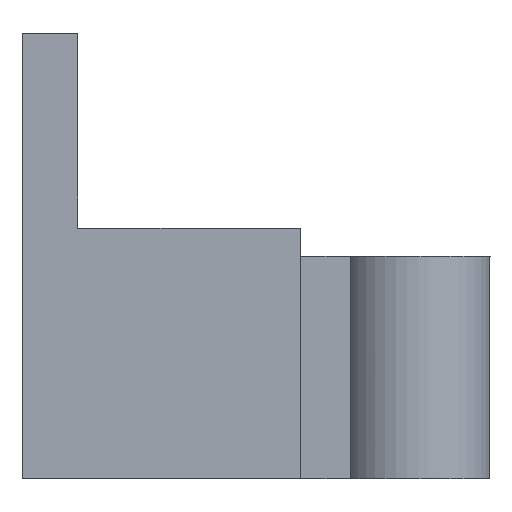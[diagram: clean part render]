
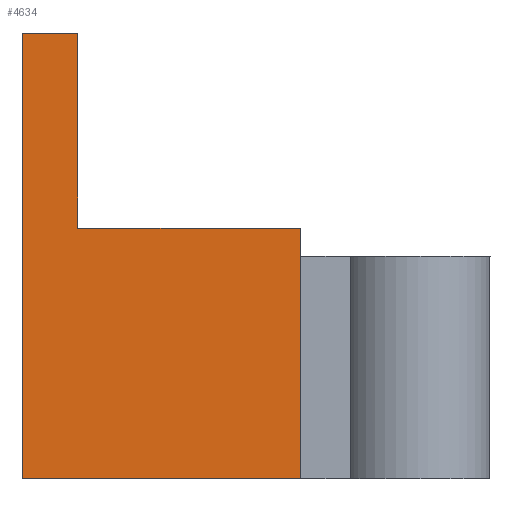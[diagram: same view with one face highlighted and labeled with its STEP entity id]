
A CAD part, front view. The second image highlights one B-rep face of the part: STEP entity #4634.
In plain terms, the highlighted face is planar.
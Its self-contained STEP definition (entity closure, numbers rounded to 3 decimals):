
#3524 = VERTEX_POINT ( 'NONE', #11790 ) ;
#3933 = VERTEX_POINT ( 'NONE', #12703 ) ;
#3936 = EDGE_CURVE ( 'NONE', #3937, #3933, #12702, .T. ) ;
#3937 = VERTEX_POINT ( 'NONE', #12698 ) ;
#4017 = EDGE_CURVE ( 'NONE', #3933, #3524, #12797, .T. ) ;
#4054 = EDGE_CURVE ( 'NONE', #4287, #3937, #12831, .T. ) ;
#4157 = VERTEX_POINT ( 'NONE', #13217 ) ;
#4159 = EDGE_CURVE ( 'NONE', #4157, #3524, #13264, .T. ) ;
#4287 = VERTEX_POINT ( 'NONE', #13474 ) ;
#4291 = EDGE_CURVE ( 'NONE', #4293, #4287, #13473, .T. ) ;
#4293 = VERTEX_POINT ( 'NONE', #13469 ) ;
#4634 = ADVANCED_FACE ( 'NONE', ( #13854 ), #13853, .T. ) ;
#4635 = EDGE_LOOP ( 'NONE', ( #4636, #4639, #4641, #4642, #4643, #4644 ) ) ;
#4636 = ORIENTED_EDGE ( 'NONE', *, *, #4638, .T. ) ;
#4638 = EDGE_CURVE ( 'NONE', #4157, #4293, #13901, .T. ) ;
#4639 = ORIENTED_EDGE ( 'NONE', *, *, #4291, .T. ) ;
#4641 = ORIENTED_EDGE ( 'NONE', *, *, #4054, .T. ) ;
#4642 = ORIENTED_EDGE ( 'NONE', *, *, #3936, .T. ) ;
#4643 = ORIENTED_EDGE ( 'NONE', *, *, #4017, .T. ) ;
#4644 = ORIENTED_EDGE ( 'NONE', *, *, #4159, .F. ) ;
#11790 = CARTESIAN_POINT ( 'NONE',  ( -68.572, -112.254, 0. ) ) ;
#12698 = CARTESIAN_POINT ( 'NONE',  ( -68.572, -96.254, 2. ) ) ;
#12699 = DIRECTION ( 'NONE',  ( 0., 0., -1. ) ) ;
#12700 = VECTOR ( 'NONE', #12699, 1000. ) ;
#12701 = CARTESIAN_POINT ( 'NONE',  ( -68.572, -96.254, 1.5 ) ) ;
#12702 = LINE ( 'NONE', #12701, #12700 ) ;
#12703 = CARTESIAN_POINT ( 'NONE',  ( -68.572, -96.254, 0. ) ) ;
#12794 = DIRECTION ( 'NONE',  ( 0., -1., 0. ) ) ;
#12795 = VECTOR ( 'NONE', #12794, 1000. ) ;
#12796 = CARTESIAN_POINT ( 'NONE',  ( -68.572, -112.254, 0. ) ) ;
#12797 = LINE ( 'NONE', #12796, #12795 ) ;
#12828 = DIRECTION ( 'NONE',  ( 0., 1., 0. ) ) ;
#12829 = VECTOR ( 'NONE', #12828, 1000. ) ;
#12830 = CARTESIAN_POINT ( 'NONE',  ( -68.572, -96.254, 2. ) ) ;
#12831 = LINE ( 'NONE', #12830, #12829 ) ;
#13217 = CARTESIAN_POINT ( 'NONE',  ( -68.572, -112.254, 10. ) ) ;
#13261 = DIRECTION ( 'NONE',  ( 0., 0., -1. ) ) ;
#13262 = VECTOR ( 'NONE', #13261, 1000. ) ;
#13263 = CARTESIAN_POINT ( 'NONE',  ( -68.572, -112.254, 0. ) ) ;
#13264 = LINE ( 'NONE', #13263, #13262 ) ;
#13469 = CARTESIAN_POINT ( 'NONE',  ( -68.572, -103.254, 10. ) ) ;
#13470 = DIRECTION ( 'NONE',  ( 0., 0., -1. ) ) ;
#13471 = VECTOR ( 'NONE', #13470, 1000. ) ;
#13472 = CARTESIAN_POINT ( 'NONE',  ( -68.572, -103.254, 2. ) ) ;
#13473 = LINE ( 'NONE', #13472, #13471 ) ;
#13474 = CARTESIAN_POINT ( 'NONE',  ( -68.572, -103.254, 2. ) ) ;
#13852 = AXIS2_PLACEMENT_3D ( 'NONE', #13900, #13899, #13898 ) ;
#13853 = PLANE ( 'NONE',  #13852 ) ;
#13854 = FACE_OUTER_BOUND ( 'NONE', #4635, .T. ) ;
#13895 = DIRECTION ( 'NONE',  ( 0., 1., 0. ) ) ;
#13896 = VECTOR ( 'NONE', #13895, 1000. ) ;
#13897 = CARTESIAN_POINT ( 'NONE',  ( -68.572, -112.254, 10. ) ) ;
#13898 = DIRECTION ( 'NONE',  ( 0., -1., 0. ) ) ;
#13899 = DIRECTION ( 'NONE',  ( -1., 0., 0. ) ) ;
#13900 = CARTESIAN_POINT ( 'NONE',  ( -68.572, -96.254, 1.5 ) ) ;
#13901 = LINE ( 'NONE', #13897, #13896 ) ;
